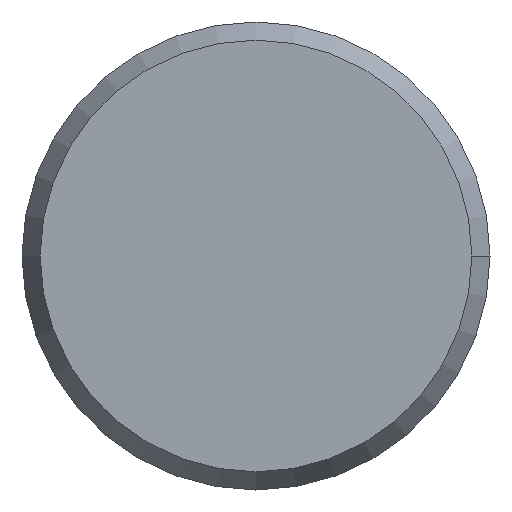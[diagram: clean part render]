
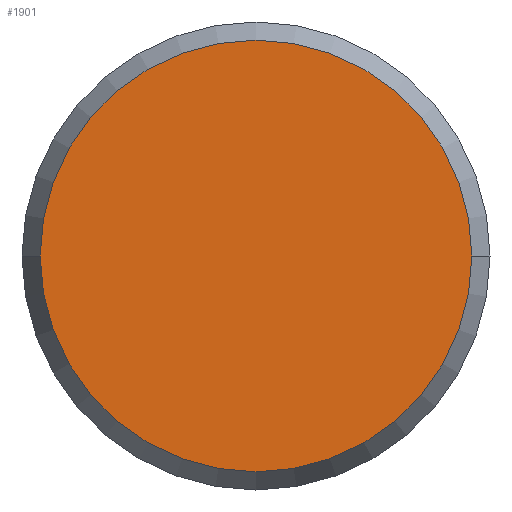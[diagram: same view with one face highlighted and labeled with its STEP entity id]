
A CAD part, front view. The second image highlights one B-rep face of the part: STEP entity #1901.
In plain terms, the highlighted planar face has unit normal (0, -1, 0).
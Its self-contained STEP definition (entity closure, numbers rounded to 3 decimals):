
#611=CARTESIAN_POINT('',(0.,-40.,0.));
#612=DIRECTION('',(0.,-1.,0.));
#613=DIRECTION('',(-1.,0.,0.));
#614=AXIS2_PLACEMENT_3D('',#611,#612,#613);
#616=CARTESIAN_POINT('',(0.,-40.,0.));
#617=DIRECTION('',(0.,-1.,0.));
#618=DIRECTION('',(1.,0.,0.));
#619=AXIS2_PLACEMENT_3D('',#616,#617,#618);
#638=CARTESIAN_POINT('',(-8.3,-40.,0.));
#639=CARTESIAN_POINT('',(8.3,-40.,0.));
#640=VERTEX_POINT('',#638);
#641=VERTEX_POINT('',#639);
#1892=CARTESIAN_POINT('',(0.,-40.,0.));
#1893=DIRECTION('',(0.,-1.,0.));
#1894=DIRECTION('',(-1.,0.,0.));
#1895=AXIS2_PLACEMENT_3D('',#1892,#1893,#1894);
#1896=PLANE('',#1895);
#1897=ORIENTED_EDGE('',*,*,#1858,.F.);
#1898=ORIENTED_EDGE('',*,*,#1879,.F.);
#1899=EDGE_LOOP('',(#1897,#1898));
#1900=FACE_OUTER_BOUND('',#1899,.F.);
#1901=ADVANCED_FACE('',(#1900),#1896,.T.);
#615=CIRCLE('',#614,8.3);
#620=CIRCLE('',#619,8.3);
#1858=EDGE_CURVE('',#640,#641,#615,.T.);
#1879=EDGE_CURVE('',#641,#640,#620,.T.);
